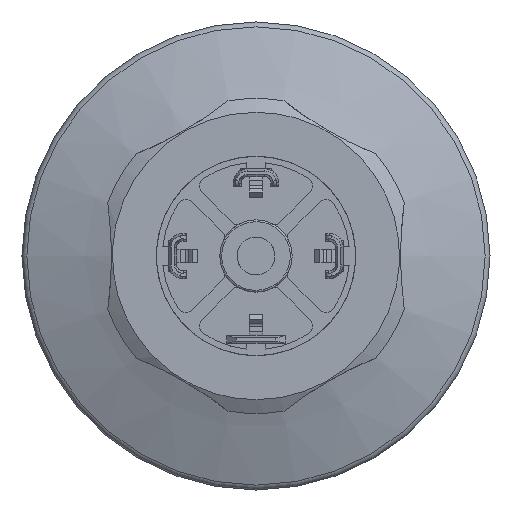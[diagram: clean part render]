
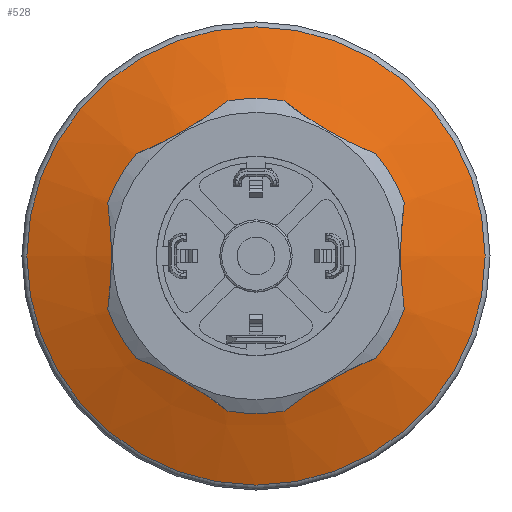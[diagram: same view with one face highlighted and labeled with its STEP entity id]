
A CAD part, front view. The second image highlights one B-rep face of the part: STEP entity #528.
In plain terms, the highlighted conical face has half-angle 70 degrees and reference radius 11 mm.
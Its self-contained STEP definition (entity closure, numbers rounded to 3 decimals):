
#528 = ADVANCED_FACE( '', ( #1214, #1215 ), #1216, .T. );
#1214 = FACE_OUTER_BOUND( '', #2227, .T. );
#1215 = FACE_BOUND( '', #2228, .T. );
#1216 = CONICAL_SURFACE( '', #2229, 11., 1.222 );
#2227 = EDGE_LOOP( '', ( #4144 ) );
#2228 = EDGE_LOOP( '', ( #4145 ) );
#2229 = AXIS2_PLACEMENT_3D( '', #4146, #4147, #4148 );
#4144 = ORIENTED_EDGE( '', *, *, #6103, .T. );
#4145 = ORIENTED_EDGE( '', *, *, #6306, .T. );
#4146 = CARTESIAN_POINT( '', ( 0., -7.237, 0. ) );
#4147 = DIRECTION( '', ( 0., 1., 0. ) );
#4148 = DIRECTION( '', ( -1., 0., 0. ) );
#6103 = EDGE_CURVE( '', #7500, #7500, #7501, .T. );
#6306 = EDGE_CURVE( '', #7808, #7808, #7809, .T. );
#7500 = VERTEX_POINT( '', #10085 );
#7501 = CIRCLE( '', #10086, 24.724 );
#7808 = VERTEX_POINT( '', #10843 );
#7809 = CIRCLE( '', #10844, 12.316 );
#10085 = CARTESIAN_POINT( '', ( 24.724, -2.242, 0. ) );
#10086 = AXIS2_PLACEMENT_3D( '', #12537, #12538, #12539 );
#10843 = CARTESIAN_POINT( '', ( -12.316, -6.758, 0. ) );
#10844 = AXIS2_PLACEMENT_3D( '', #12657, #12658, #12659 );
#12537 = CARTESIAN_POINT( '', ( 0., -2.242, 0. ) );
#12538 = DIRECTION( '', ( 0., -1., 0. ) );
#12539 = DIRECTION( '', ( 1., 0., 0. ) );
#12657 = CARTESIAN_POINT( '', ( 0., -6.758, 0. ) );
#12658 = DIRECTION( '', ( 0., 1., 0. ) );
#12659 = DIRECTION( '', ( -1., 0., 0. ) );
